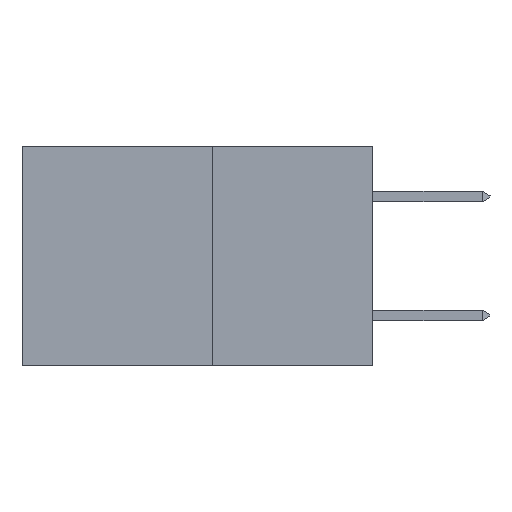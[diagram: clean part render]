
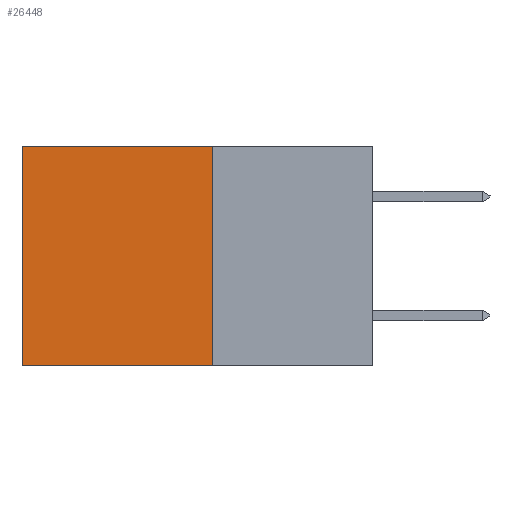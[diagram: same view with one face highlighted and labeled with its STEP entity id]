
A CAD part, left-side view. The second image highlights one B-rep face of the part: STEP entity #26448.
In plain terms, the highlighted planar face has unit normal (-1, 0, 0).
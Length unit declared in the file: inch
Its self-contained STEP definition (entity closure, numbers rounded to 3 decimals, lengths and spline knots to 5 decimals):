
#265 = ORIENTED_EDGE ( 'NONE', *, *, #2967, .T. ) ;
#1146 = LINE ( 'NONE', #25835, #33337 ) ;
#2967 = EDGE_CURVE ( 'NONE', #9031, #5298, #1146, .T. ) ;
#3229 = DIRECTION ( 'NONE',  ( 0., 1., 0. ) ) ;
#3390 = VERTEX_POINT ( 'NONE', #15788 ) ;
#4029 = DIRECTION ( 'NONE',  ( 1., 0., 0. ) ) ;
#5298 = VERTEX_POINT ( 'NONE', #25559 ) ;
#6129 = CARTESIAN_POINT ( 'NONE',  ( 0.277, 0.27, -0.37 ) ) ;
#6868 = VECTOR ( 'NONE', #9268, 39.37008 ) ;
#8682 = ORIENTED_EDGE ( 'NONE', *, *, #20972, .F. ) ;
#9031 = VERTEX_POINT ( 'NONE', #19694 ) ;
#9268 = DIRECTION ( 'NONE',  ( 0., 0., -1. ) ) ;
#10947 = CARTESIAN_POINT ( 'NONE',  ( 0.277, 0.27, 0. ) ) ;
#13257 = LINE ( 'NONE', #10947, #26270 ) ;
#14553 = VERTEX_POINT ( 'NONE', #27636 ) ;
#14926 = LINE ( 'NONE', #6129, #20220 ) ;
#15132 = EDGE_LOOP ( 'NONE', ( #265, #8682, #26235, #27806 ) ) ;
#15572 = AXIS2_PLACEMENT_3D ( 'NONE', #16997, #4029, #22231 ) ;
#15788 = CARTESIAN_POINT ( 'NONE',  ( 0.277, 0.27, -0.37 ) ) ;
#16997 = CARTESIAN_POINT ( 'NONE',  ( 0.277, 0.27, -0.37 ) ) ;
#17881 = DIRECTION ( 'NONE',  ( 0., 0., -1. ) ) ;
#19604 = PLANE ( 'NONE',  #15572 ) ;
#19694 = CARTESIAN_POINT ( 'NONE',  ( 0.277, 0.59, 0. ) ) ;
#19970 = CARTESIAN_POINT ( 'NONE',  ( 0.277, 0.27, -0.37 ) ) ;
#20220 = VECTOR ( 'NONE', #29561, 39.37008 ) ;
#20972 = EDGE_CURVE ( 'NONE', #3390, #5298, #14926, .T. ) ;
#22231 = DIRECTION ( 'NONE',  ( 0., 0., -1. ) ) ;
#24624 = EDGE_CURVE ( 'NONE', #14553, #9031, #13257, .T. ) ;
#25559 = CARTESIAN_POINT ( 'NONE',  ( 0.277, 0.59, -0.37 ) ) ;
#25835 = CARTESIAN_POINT ( 'NONE',  ( 0.277, 0.59, -0.37 ) ) ;
#26235 = ORIENTED_EDGE ( 'NONE', *, *, #32623, .F. ) ;
#26270 = VECTOR ( 'NONE', #3229, 39.37008 ) ;
#26448 = ADVANCED_FACE ( 'NONE', ( #33098 ), #19604, .F. ) ;
#27616 = LINE ( 'NONE', #19970, #6868 ) ;
#27636 = CARTESIAN_POINT ( 'NONE',  ( 0.277, 0.27, 0. ) ) ;
#27806 = ORIENTED_EDGE ( 'NONE', *, *, #24624, .T. ) ;
#29561 = DIRECTION ( 'NONE',  ( 0., 1., 0. ) ) ;
#32623 = EDGE_CURVE ( 'NONE', #14553, #3390, #27616, .T. ) ;
#33098 = FACE_OUTER_BOUND ( 'NONE', #15132, .T. ) ;
#33337 = VECTOR ( 'NONE', #17881, 39.37008 ) ;
